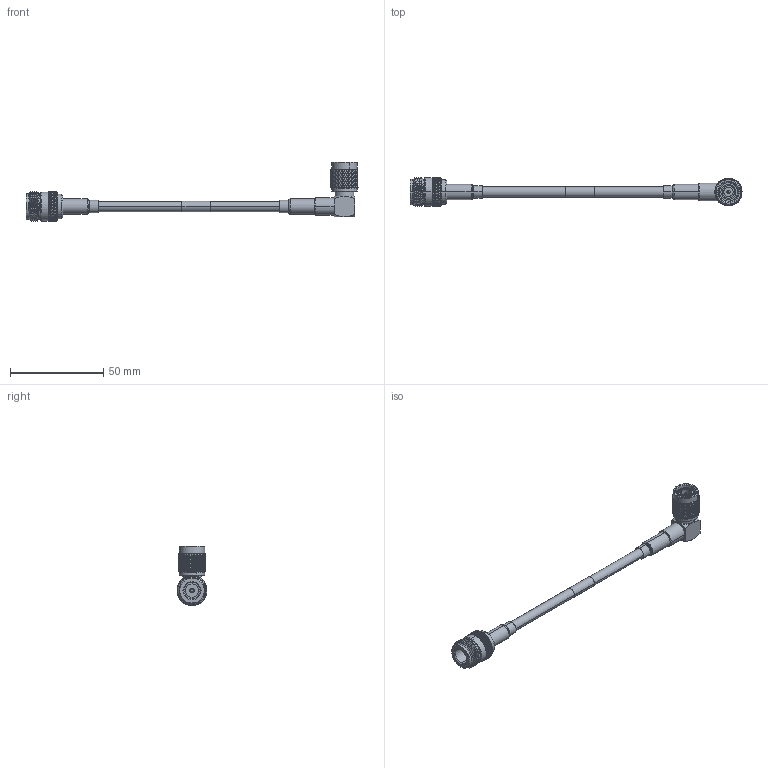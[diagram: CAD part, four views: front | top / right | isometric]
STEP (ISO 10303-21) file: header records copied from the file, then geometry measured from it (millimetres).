
FILE_DESCRIPTION (( 'STEP AP203' ), '1' );
FILE_NAME ('FMCA2769.STEP', '2022-03-09T19:56:24', ( '' ), ( '' ), 'SwSTEP 2.0', 'SolidWorks 2021', '' );
FILE_SCHEMA (( 'CONFIG_CONTROL_DESIGN' ));
Length unit declared in the file: millimetre
Products named in the file (5): CA-240-MA1_.75" Long; FMCN1760; FMCA2769; RG223_with label; SC4264_1
Assembly tree (5 placements, depth 2):
  FMCA2769
    RG223_with label
    FMCN1760
    CA-240-MA1_.75" Long  x2
    SC4264_1
Bounding box: 177.73 x 16.01 x 31.6 mm (x, y, z)
Volume: 10409.1 mm3; surface area: 10737.2 mm2
Topology: 8 solids, 8 shells, 4656 faces, 9831 edges, 5211 vertices
Faces by surface type: bspline 3448, cylinder 990, cone 125, plane 77, torus 16
Entity records: 168046 total; most frequent: CARTESIAN_POINT 107220, ORIENTED_EDGE 19574, EDGE_CURVE 9787, VERTEX_POINT 5187, EDGE_LOOP 4662, ADVANCED_FACE 4634, FACE_OUTER_BOUND 4634, B_SPLINE_CURVE_WITH_KNOTS 4125
